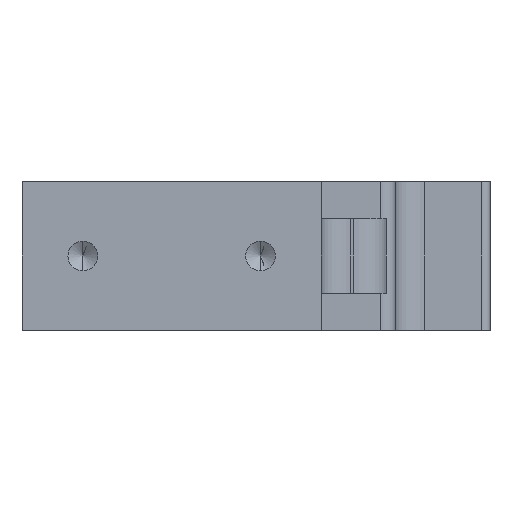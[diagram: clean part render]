
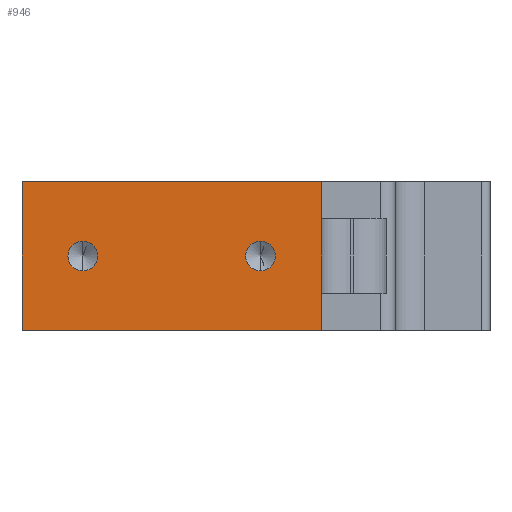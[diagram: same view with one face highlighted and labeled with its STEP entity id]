
A CAD part, left-side view. The second image highlights one B-rep face of the part: STEP entity #946.
In plain terms, the highlighted planar face has unit normal (-1, 0, 0).
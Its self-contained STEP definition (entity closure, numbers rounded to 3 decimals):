
#8 = FACE_BOUND ( 'NONE', #2206, .T. ) ;
#21 = CARTESIAN_POINT ( 'NONE',  ( -49.7, 9.738, 12.5 ) ) ;
#36 = CARTESIAN_POINT ( 'NONE',  ( -49.7, 0., 0. ) ) ;
#81 = ORIENTED_EDGE ( 'NONE', *, *, #1310, .T. ) ;
#175 = VERTEX_POINT ( 'NONE', #2294 ) ;
#180 = EDGE_CURVE ( 'NONE', #175, #261, #859, .T. ) ;
#197 = FACE_BOUND ( 'NONE', #2103, .T. ) ;
#203 = VECTOR ( 'NONE', #2613, 1000. ) ;
#261 = VERTEX_POINT ( 'NONE', #2440 ) ;
#301 = EDGE_CURVE ( 'NONE', #1146, #1257, #1082, .T. ) ;
#383 = ORIENTED_EDGE ( 'NONE', *, *, #1636, .T. ) ;
#408 = LINE ( 'NONE', #2456, #2068 ) ;
#499 = EDGE_CURVE ( 'NONE', #1257, #1146, #1179, .T. ) ;
#519 = DIRECTION ( 'NONE',  ( 0., 0., 1. ) ) ;
#606 = DIRECTION ( 'NONE',  ( 0., 0., 1. ) ) ;
#777 = DIRECTION ( 'NONE',  ( 0., 0., 1. ) ) ;
#821 = LINE ( 'NONE', #1848, #2631 ) ;
#827 = EDGE_CURVE ( 'NONE', #1202, #2071, #408, .T. ) ;
#850 = ORIENTED_EDGE ( 'NONE', *, *, #301, .F. ) ;
#859 = CIRCLE ( 'NONE', #1706, 2.5 ) ;
#871 = DIRECTION ( 'NONE',  ( 0., -1., 0. ) ) ;
#946 = ADVANCED_FACE ( 'NONE', ( #197, #8, #2262 ), #2248, .T. ) ;
#952 = LINE ( 'NONE', #2599, #2462 ) ;
#962 = LINE ( 'NONE', #1769, #203 ) ;
#973 = EDGE_CURVE ( 'NONE', #1346, #1900, #821, .T. ) ;
#1020 = CARTESIAN_POINT ( 'NONE',  ( -49.7, 50., 25. ) ) ;
#1025 = ORIENTED_EDGE ( 'NONE', *, *, #499, .F. ) ;
#1030 = DIRECTION ( 'NONE',  ( 0., -1., 0. ) ) ;
#1044 = DIRECTION ( 'NONE',  ( 0., 0., 1. ) ) ;
#1082 = CIRCLE ( 'NONE', #1295, 2.5 ) ;
#1119 = CARTESIAN_POINT ( 'NONE',  ( -49.7, -0.525, 0. ) ) ;
#1146 = VERTEX_POINT ( 'NONE', #2138 ) ;
#1152 = CIRCLE ( 'NONE', #2160, 2.5 ) ;
#1156 = EDGE_LOOP ( 'NONE', ( #81, #1353, #383, #1550 ) ) ;
#1179 = CIRCLE ( 'NONE', #1604, 2.5 ) ;
#1202 = VERTEX_POINT ( 'NONE', #1943 ) ;
#1257 = VERTEX_POINT ( 'NONE', #2601 ) ;
#1295 = AXIS2_PLACEMENT_3D ( 'NONE', #2114, #1349, #519 ) ;
#1310 = EDGE_CURVE ( 'NONE', #2071, #1346, #962, .T. ) ;
#1346 = VERTEX_POINT ( 'NONE', #1786 ) ;
#1349 = DIRECTION ( 'NONE',  ( -1., 0., 0. ) ) ;
#1353 = ORIENTED_EDGE ( 'NONE', *, *, #973, .T. ) ;
#1448 = ORIENTED_EDGE ( 'NONE', *, *, #2446, .F. ) ;
#1550 = ORIENTED_EDGE ( 'NONE', *, *, #827, .T. ) ;
#1565 = AXIS2_PLACEMENT_3D ( 'NONE', #36, #1881, #871 ) ;
#1604 = AXIS2_PLACEMENT_3D ( 'NONE', #2314, #2093, #1901 ) ;
#1606 = DIRECTION ( 'NONE',  ( 0., 1., 0. ) ) ;
#1636 = EDGE_CURVE ( 'NONE', #1900, #1202, #952, .T. ) ;
#1706 = AXIS2_PLACEMENT_3D ( 'NONE', #21, #2264, #1044 ) ;
#1769 = CARTESIAN_POINT ( 'NONE',  ( -49.7, 50., 25. ) ) ;
#1786 = CARTESIAN_POINT ( 'NONE',  ( -49.7, 50., 0. ) ) ;
#1787 = DIRECTION ( 'NONE',  ( -1., 0., 0. ) ) ;
#1848 = CARTESIAN_POINT ( 'NONE',  ( -49.7, 50., 0. ) ) ;
#1881 = DIRECTION ( 'NONE',  ( -1., 0., 0. ) ) ;
#1900 = VERTEX_POINT ( 'NONE', #1119 ) ;
#1901 = DIRECTION ( 'NONE',  ( 0., 0., 1. ) ) ;
#1943 = CARTESIAN_POINT ( 'NONE',  ( -49.7, -0.525, 25. ) ) ;
#2068 = VECTOR ( 'NONE', #1606, 1000. ) ;
#2071 = VERTEX_POINT ( 'NONE', #1020 ) ;
#2093 = DIRECTION ( 'NONE',  ( -1., 0., 0. ) ) ;
#2103 = EDGE_LOOP ( 'NONE', ( #1025, #850 ) ) ;
#2114 = CARTESIAN_POINT ( 'NONE',  ( -49.7, 39.738, 12.5 ) ) ;
#2138 = CARTESIAN_POINT ( 'NONE',  ( -49.7, 39.738, 10. ) ) ;
#2160 = AXIS2_PLACEMENT_3D ( 'NONE', #2218, #1787, #606 ) ;
#2179 = ORIENTED_EDGE ( 'NONE', *, *, #180, .F. ) ;
#2206 = EDGE_LOOP ( 'NONE', ( #2179, #1448 ) ) ;
#2218 = CARTESIAN_POINT ( 'NONE',  ( -49.7, 9.738, 12.5 ) ) ;
#2248 = PLANE ( 'NONE',  #1565 ) ;
#2262 = FACE_OUTER_BOUND ( 'NONE', #1156, .T. ) ;
#2264 = DIRECTION ( 'NONE',  ( -1., 0., 0. ) ) ;
#2294 = CARTESIAN_POINT ( 'NONE',  ( -49.7, 9.738, 15. ) ) ;
#2314 = CARTESIAN_POINT ( 'NONE',  ( -49.7, 39.738, 12.5 ) ) ;
#2440 = CARTESIAN_POINT ( 'NONE',  ( -49.7, 9.738, 10. ) ) ;
#2446 = EDGE_CURVE ( 'NONE', #261, #175, #1152, .T. ) ;
#2456 = CARTESIAN_POINT ( 'NONE',  ( -49.7, -0.525, 25. ) ) ;
#2462 = VECTOR ( 'NONE', #777, 1000. ) ;
#2599 = CARTESIAN_POINT ( 'NONE',  ( -49.7, -0.525, 0. ) ) ;
#2601 = CARTESIAN_POINT ( 'NONE',  ( -49.7, 39.738, 15. ) ) ;
#2613 = DIRECTION ( 'NONE',  ( 0., 0., -1. ) ) ;
#2631 = VECTOR ( 'NONE', #1030, 1000. ) ;
